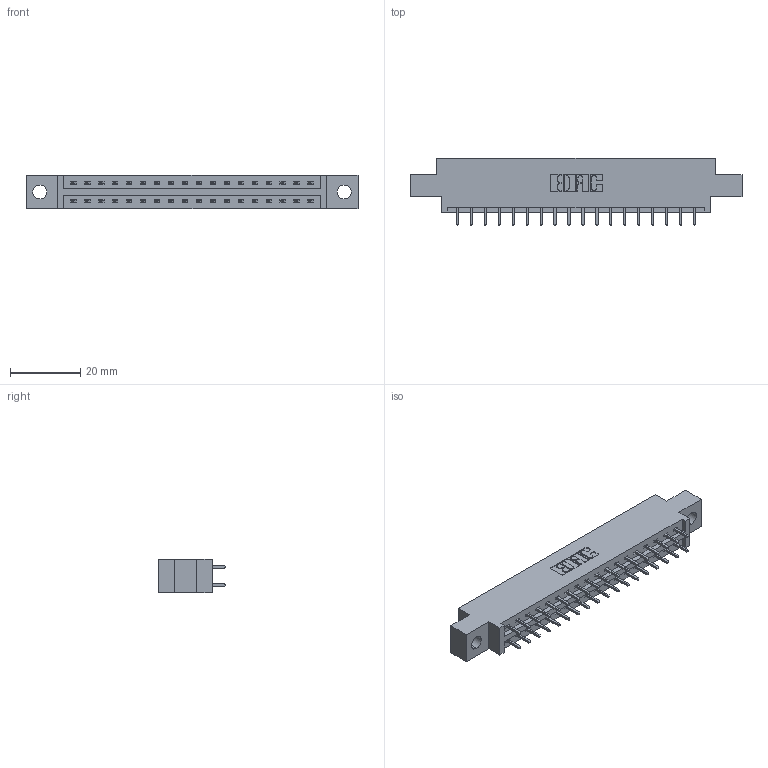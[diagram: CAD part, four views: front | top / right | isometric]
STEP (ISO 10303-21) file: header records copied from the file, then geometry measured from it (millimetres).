
FILE_DESCRIPTION (( 'STEP AP203' ), '1' );
FILE_NAME ('387-036-521-804.STEP', '2018-09-18T23:30:52', ( '' ), ( '' ), 'SwSTEP 2.0', 'SolidWorks 2016', '' );
FILE_SCHEMA (( 'CONFIG_CONTROL_DESIGN' ));
Length unit declared in the file: inch
Products named in the file (3): 337 Part_0.170 Offset - 0.156 Dia-TH; 345-292-001_345-293-121; 387-036-521-804
Assembly tree (37 placements, depth 2):
  387-036-521-804
    337 Part_0.170 Offset - 0.156 Dia-TH
    345-292-001_345-293-121  x36
Bounding box: 94.34 x 19.06 x 9.4 mm (x, y, z)
Volume: 9402.3 mm3; surface area: 10194.7 mm2
Topology: 37 solids, 37 shells, 2062 faces, 6119 edges, 4030 vertices
Faces by surface type: plane 1442, cylinder 620
Entity records: 17213 total; most frequent: CARTESIAN_POINT 2922, ORIENTED_EDGE 2858, DIRECTION 2529, EDGE_CURVE 1429, LINE 1301, VECTOR 1301, VERTEX_POINT 950, AXIS2_PLACEMENT_3D 614
